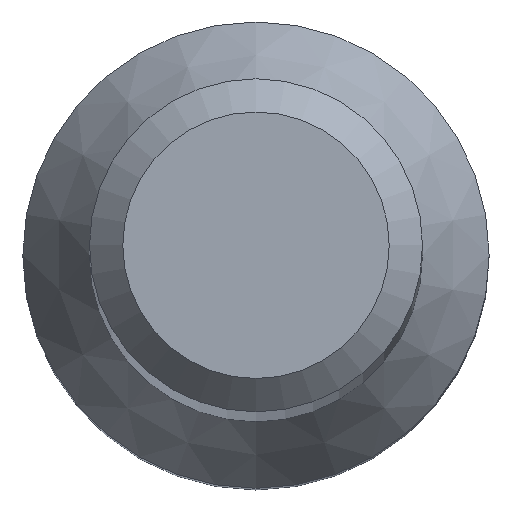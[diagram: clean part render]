
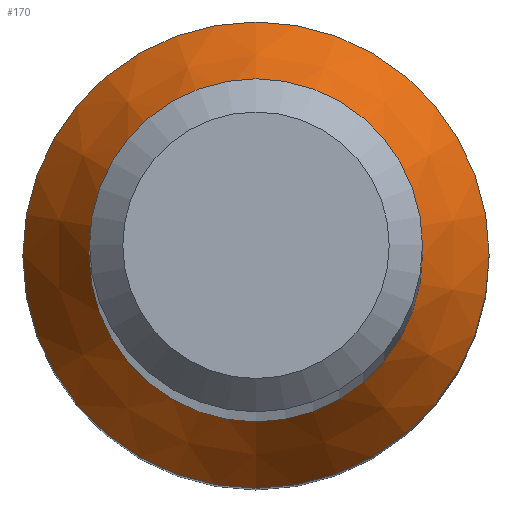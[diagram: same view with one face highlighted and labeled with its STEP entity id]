
A CAD part, top view. The second image highlights one B-rep face of the part: STEP entity #170.
In plain terms, the highlighted conical face has half-angle 30 degrees and reference radius 2.8 mm.
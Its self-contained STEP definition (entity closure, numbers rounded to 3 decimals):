
#7 = DIRECTION ( 'NONE',  ( 0., 0., -1. ) ) ;
#23 = EDGE_LOOP ( 'NONE', ( #55 ) ) ;
#43 = DIRECTION ( 'NONE',  ( 0., 1., 0. ) ) ;
#51 = CIRCLE ( 'NONE', #192, 2. ) ;
#55 = ORIENTED_EDGE ( 'NONE', *, *, #174, .F. ) ;
#58 = DIRECTION ( 'NONE',  ( 0., 1., 0. ) ) ;
#59 = FACE_OUTER_BOUND ( 'NONE', #23, .T. ) ;
#83 = DIRECTION ( 'NONE',  ( 0., 0., -1. ) ) ;
#87 = VERTEX_POINT ( 'NONE', #126 ) ;
#123 = EDGE_CURVE ( 'NONE', #87, #87, #51, .T. ) ;
#126 = CARTESIAN_POINT ( 'NONE',  ( 0., 2., 13.386 ) ) ;
#128 = CONICAL_SURFACE ( 'NONE', #159, 2.8, 0.524 ) ;
#149 = AXIS2_PLACEMENT_3D ( 'NONE', #197, #196, #234 ) ;
#152 = ORIENTED_EDGE ( 'NONE', *, *, #123, .T. ) ;
#155 = EDGE_LOOP ( 'NONE', ( #152 ) ) ;
#159 = AXIS2_PLACEMENT_3D ( 'NONE', #161, #7, #43 ) ;
#161 = CARTESIAN_POINT ( 'NONE',  ( 0., 0., 12. ) ) ;
#167 = CARTESIAN_POINT ( 'NONE',  ( 0., 2.8, 12. ) ) ;
#170 = ADVANCED_FACE ( 'NONE', ( #230, #59 ), #128, .T. ) ;
#174 = EDGE_CURVE ( 'NONE', #217, #217, #200, .T. ) ;
#192 = AXIS2_PLACEMENT_3D ( 'NONE', #212, #83, #58 ) ;
#196 = DIRECTION ( 'NONE',  ( 0., 0., -1. ) ) ;
#197 = CARTESIAN_POINT ( 'NONE',  ( 0., 0., 12. ) ) ;
#200 = CIRCLE ( 'NONE', #149, 2.8 ) ;
#212 = CARTESIAN_POINT ( 'NONE',  ( 0., 0., 13.386 ) ) ;
#217 = VERTEX_POINT ( 'NONE', #167 ) ;
#230 = FACE_BOUND ( 'NONE', #155, .T. ) ;
#234 = DIRECTION ( 'NONE',  ( 0., 1., 0. ) ) ;
